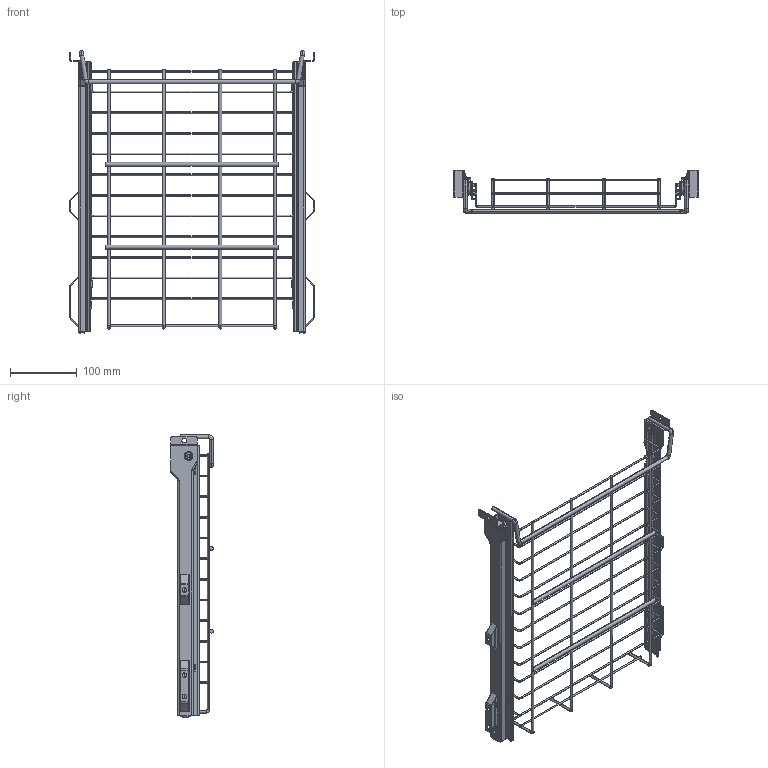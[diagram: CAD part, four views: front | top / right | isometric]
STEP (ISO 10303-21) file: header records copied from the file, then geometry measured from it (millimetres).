
FILE_DESCRIPTION (( 'STEP AP203' ), '1' );
FILE_NAME ('LM 640.STEP', '2023-02-22T13:17:54', ( '' ), ( '' ), 'SwSTEP 2.0', 'SolidWorks 2021', '' );
FILE_SCHEMA (( 'CONFIG_CONTROL_DESIGN' ));
Length unit declared in the file: millimetre
Products named in the file (14): 12184; 12436_Default<As Machined>; 10026_MirrorDefault; 10026; LM 640; 12183; 12183_MirrorDefault; 11117_MirrorDefault; 11116; 10027; 12184_MirrorDefault; 10027_MirrorDefault; 11117; 11116_MirrorDefault
Assembly tree (17 placements, depth 3):
  LM 640
    12436_Default<As Machined>
    12184
      12183
      10026
      10027
    11117
      11116
      10026
      10027
    11117_MirrorDefault
      11116_MirrorDefault
      10026_MirrorDefault
      10027_MirrorDefault
    12184_MirrorDefault
      12183_MirrorDefault
      10026_MirrorDefault
      10027_MirrorDefault
Bounding box: 366.4 x 64.2 x 423.68 mm (x, y, z)
Volume: 185308.7 mm3; surface area: 252927.8 mm2
Topology: 45 solids, 45 shells, 1134 faces, 2694 edges, 1662 vertices
Faces by surface type: cylinder 476, plane 456, torus 170, cone 20, bspline 12
Entity records: 30792 total; most frequent: CARTESIAN_POINT 5674, DIRECTION 5226, ORIENTED_EDGE 4752, EDGE_CURVE 2376, AXIS2_PLACEMENT_3D 1986, VERTEX_POINT 1466, VECTOR 1254, LINE 1254
